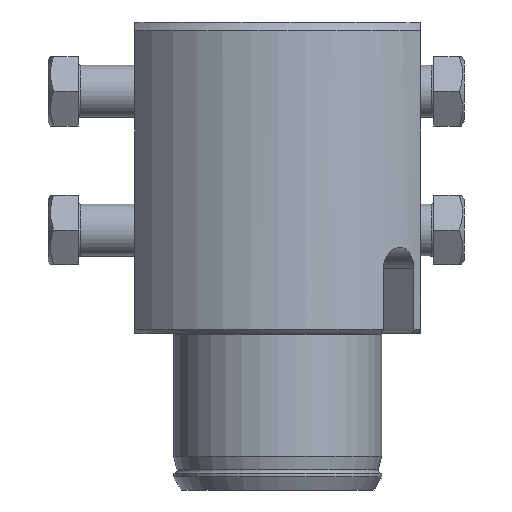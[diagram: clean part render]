
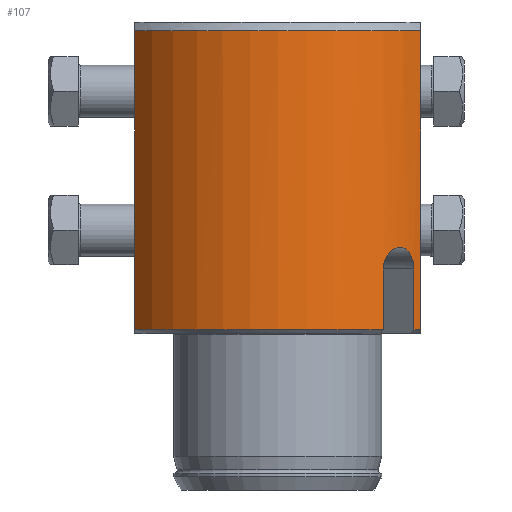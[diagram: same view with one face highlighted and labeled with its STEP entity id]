
A CAD part, front view. The second image highlights one B-rep face of the part: STEP entity #107.
In plain terms, the highlighted cylindrical face has radius 19.9 mm (diameter 39.8 mm), a partial arc.
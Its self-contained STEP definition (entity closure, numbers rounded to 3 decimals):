
#53=FACE_OUTER_BOUND('',#444,.T.);
#92=CYLINDRICAL_SURFACE('',#1095,19.9);
#107=ADVANCED_FACE('',(#53),#92,.T.);
#216=B_SPLINE_CURVE_WITH_KNOTS('',3,(#1552,#1553,#1554,#1555,#1556,#1557,
#1558,#1559,#1560,#1561),.UNSPECIFIED.,.F.,.F.,(4,2,2,2,4),(0.,0.25,0.5,
0.75,1.),.UNSPECIFIED.);
#243=LINE('',#1458,#308);
#249=LINE('',#1505,#314);
#253=LINE('',#1545,#318);
#254=LINE('',#1550,#319);
#308=VECTOR('',#1179,1.);
#314=VECTOR('',#1191,1.);
#318=VECTOR('',#1231,1.);
#319=VECTOR('',#1236,1.);
#444=EDGE_LOOP('',(#571,#572,#573,#574,#575,#576,#577,#578));
#571=ORIENTED_EDGE('',*,*,#933,.F.);
#572=ORIENTED_EDGE('',*,*,#927,.T.);
#573=ORIENTED_EDGE('',*,*,#901,.T.);
#574=ORIENTED_EDGE('',*,*,#934,.T.);
#575=ORIENTED_EDGE('',*,*,#915,.T.);
#576=ORIENTED_EDGE('',*,*,#935,.T.);
#577=ORIENTED_EDGE('',*,*,#936,.F.);
#578=ORIENTED_EDGE('',*,*,#937,.F.);
#802=VERTEX_POINT('',#1457);
#803=VERTEX_POINT('',#1459);
#816=VERTEX_POINT('',#1504);
#817=VERTEX_POINT('',#1506);
#825=VERTEX_POINT('',#1534);
#827=VERTEX_POINT('',#1546);
#828=VERTEX_POINT('',#1549);
#829=VERTEX_POINT('',#1551);
#901=EDGE_CURVE('',#803,#802,#243,.T.);
#915=EDGE_CURVE('',#817,#816,#249,.T.);
#927=EDGE_CURVE('',#825,#803,#1043,.T.);
#933=EDGE_CURVE('',#825,#827,#253,.T.);
#934=EDGE_CURVE('',#802,#817,#1049,.T.);
#935=EDGE_CURVE('',#816,#828,#1050,.T.);
#936=EDGE_CURVE('',#829,#828,#254,.T.);
#937=EDGE_CURVE('',#827,#829,#216,.T.);
#1043=CIRCLE('',#1084,19.9);
#1049=CIRCLE('',#1093,19.9);
#1050=CIRCLE('',#1094,19.9);
#1084=AXIS2_PLACEMENT_3D('',#1535,#1213,#1214);
#1093=AXIS2_PLACEMENT_3D('',#1547,#1232,#1233);
#1094=AXIS2_PLACEMENT_3D('',#1548,#1234,#1235);
#1095=AXIS2_PLACEMENT_3D('',#1562,#1237,#1238);
#1179=DIRECTION('',(0.,0.,1.));
#1191=DIRECTION('',(0.,0.,-1.));
#1213=DIRECTION('',(0.,0.,1.));
#1214=DIRECTION('',(-1.,0.,0.));
#1231=DIRECTION('',(0.,0.,1.));
#1232=DIRECTION('',(0.,0.,-1.));
#1233=DIRECTION('',(1.,0.,0.));
#1234=DIRECTION('',(0.,0.,1.));
#1235=DIRECTION('',(-1.,0.,0.));
#1236=DIRECTION('',(0.,0.,-1.));
#1237=DIRECTION('',(0.,0.,1.));
#1238=DIRECTION('',(1.,0.,0.));
#1457=CARTESIAN_POINT('',(16.5,-11.125,35.));
#1458=CARTESIAN_POINT('',(16.5,-11.125,36.));
#1459=CARTESIAN_POINT('',(16.5,-11.125,0.5));
#1504=CARTESIAN_POINT('',(-16.5,-11.125,0.5));
#1505=CARTESIAN_POINT('',(-16.5,-11.125,36.));
#1506=CARTESIAN_POINT('',(-16.5,-11.125,35.));
#1534=CARTESIAN_POINT('',(15.728,-12.192,0.5));
#1535=CARTESIAN_POINT('',(0.,0.,0.5));
#1545=CARTESIAN_POINT('',(15.728,-12.192,36.));
#1546=CARTESIAN_POINT('',(15.728,-12.192,7.5));
#1547=CARTESIAN_POINT('',(0.,0.,35.));
#1548=CARTESIAN_POINT('',(0.,0.,0.5));
#1549=CARTESIAN_POINT('',(12.192,-15.728,0.5));
#1550=CARTESIAN_POINT('',(12.192,-15.728,36.));
#1551=CARTESIAN_POINT('',(12.192,-15.728,7.5));
#1552=CARTESIAN_POINT('',(15.728,-12.192,7.5));
#1553=CARTESIAN_POINT('',(15.728,-12.192,8.161));
#1554=CARTESIAN_POINT('',(15.562,-12.411,8.807));
#1555=CARTESIAN_POINT('',(14.969,-13.121,9.728));
#1556=CARTESIAN_POINT('',(14.534,-13.609,10.));
#1557=CARTESIAN_POINT('',(13.611,-14.532,10.));
#1558=CARTESIAN_POINT('',(13.126,-14.964,9.735));
#1559=CARTESIAN_POINT('',(12.407,-15.566,8.803));
#1560=CARTESIAN_POINT('',(12.192,-15.728,8.161));
#1561=CARTESIAN_POINT('',(12.192,-15.728,7.5));
#1562=CARTESIAN_POINT('',(0.,0.,36.));
